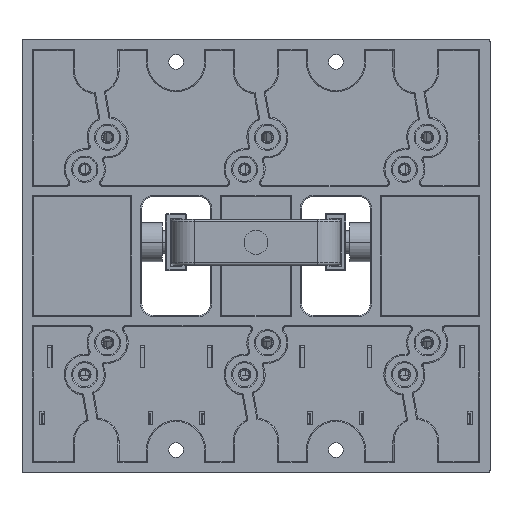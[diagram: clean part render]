
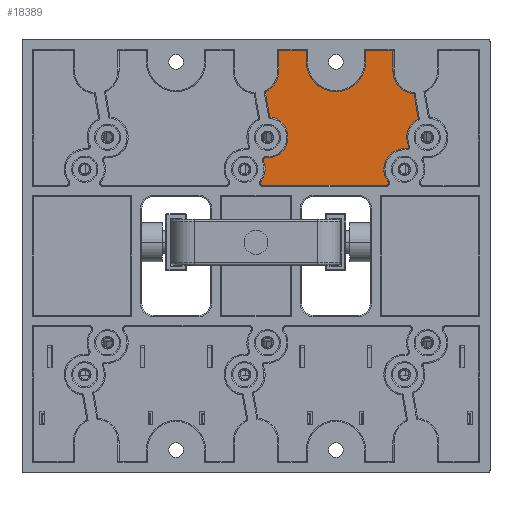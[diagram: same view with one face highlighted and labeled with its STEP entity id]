
A CAD part, front view. The second image highlights one B-rep face of the part: STEP entity #18389.
In plain terms, the highlighted planar face has unit normal (0, -1, 0).
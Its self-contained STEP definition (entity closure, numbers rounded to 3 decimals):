
#2776=CARTESIAN_POINT('',(57.,13.,32.));
#2777=DIRECTION('',(0.,-1.,0.));
#2778=DIRECTION('',(0.,0.,-1.));
#2779=AXIS2_PLACEMENT_3D('',#2776,#2777,#2778);
#2781=DIRECTION('',(1.,0.,0.));
#2782=VECTOR('',#2781,54.);
#2783=CARTESIAN_POINT('',(3.,13.,31.));
#2784=LINE('',#2783,#2782);
#2785=CARTESIAN_POINT('',(3.,13.,32.));
#2786=DIRECTION('',(0.,-1.,0.));
#2787=DIRECTION('',(-0.8,0.,0.6));
#2788=AXIS2_PLACEMENT_3D('',#2785,#2786,#2787);
#2790=CARTESIAN_POINT('',(-5.,13.,38.));
#2791=DIRECTION('',(0.,-1.,0.));
#2792=DIRECTION('',(0.8,0.,-0.6));
#2793=AXIS2_PLACEMENT_3D('',#2790,#2791,#2792);
#2795=CARTESIAN_POINT('',(4.149,13.,42.036));
#2796=DIRECTION('',(0.,-1.,0.));
#2797=DIRECTION('',(0.085,0.,0.996));
#2798=AXIS2_PLACEMENT_3D('',#2795,#2796,#2797);
#2800=CARTESIAN_POINT('',(5.,13.,52.));
#2801=DIRECTION('',(0.,-1.,0.));
#2802=DIRECTION('',(-0.085,0.,-0.996));
#2803=AXIS2_PLACEMENT_3D('',#2800,#2801,#2802);
#2805=DIRECTION('',(-0.17,0.,0.985));
#2806=VECTOR('',#2805,11.1);
#2807=CARTESIAN_POINT('',(5.995,13.,60.945));
#2808=LINE('',#2807,#2806);
#2809=CARTESIAN_POINT('',(0.,13.,81.));
#2810=DIRECTION('',(0.,-1.,0.));
#2811=DIRECTION('',(0.411,0.,-0.912));
#2812=AXIS2_PLACEMENT_3D('',#2809,#2810,#2811);
#2814=DIRECTION('',(0.,0.,-1.));
#2815=VECTOR('',#2814,9.);
#2816=CARTESIAN_POINT('',(10.,13.,90.));
#2817=LINE('',#2816,#2815);
#2818=DIRECTION('',(0.,0.,-1.));
#2819=VECTOR('',#2818,5.);
#2820=CARTESIAN_POINT('',(22.,13.,90.));
#2821=LINE('',#2820,#2819);
#2822=CARTESIAN_POINT('',(35.,13.,85.));
#2823=DIRECTION('',(0.,-1.,0.));
#2824=DIRECTION('',(-1.,0.,0.));
#2825=AXIS2_PLACEMENT_3D('',#2822,#2823,#2824);
#2827=DIRECTION('',(0.,0.,-1.));
#2828=VECTOR('',#2827,5.);
#2829=CARTESIAN_POINT('',(48.,13.,90.));
#2830=LINE('',#2829,#2828);
#2831=DIRECTION('',(0.,0.,-1.));
#2832=VECTOR('',#2831,9.);
#2833=CARTESIAN_POINT('',(60.,13.,90.));
#2834=LINE('',#2833,#2832);
#2835=CARTESIAN_POINT('',(70.,13.,81.));
#2836=DIRECTION('',(0.,-1.,0.));
#2837=DIRECTION('',(-1.,0.,0.));
#2838=AXIS2_PLACEMENT_3D('',#2835,#2836,#2837);
#2840=DIRECTION('',(0.17,0.,-0.985));
#2841=VECTOR('',#2840,11.1);
#2842=CARTESIAN_POINT('',(69.181,13.,71.034));
#2843=LINE('',#2842,#2841);
#2844=CARTESIAN_POINT('',(75.,13.,52.));
#2845=DIRECTION('',(0.,-1.,0.));
#2846=DIRECTION('',(-0.437,0.,0.899));
#2847=AXIS2_PLACEMENT_3D('',#2844,#2845,#2846);
#2849=CARTESIAN_POINT('',(65.851,13.,47.964));
#2850=DIRECTION('',(0.,-1.,0.));
#2851=DIRECTION('',(-0.085,0.,-0.996));
#2852=AXIS2_PLACEMENT_3D('',#2849,#2850,#2851);
#2854=CARTESIAN_POINT('',(65.,13.,38.));
#2855=DIRECTION('',(0.,-1.,0.));
#2856=DIRECTION('',(0.085,0.,0.996));
#2857=AXIS2_PLACEMENT_3D('',#2854,#2855,#2856);
#10078=DIRECTION('',(-1.,0.,0.));
#10079=VECTOR('',#10078,12.);
#10080=CARTESIAN_POINT('',(60.,13.,90.));
#10081=LINE('',#10080,#10079);
#10094=DIRECTION('',(-1.,0.,0.));
#10095=VECTOR('',#10094,12.);
#10096=CARTESIAN_POINT('',(22.,13.,90.));
#10097=LINE('',#10096,#10095);
#13612=CARTESIAN_POINT('',(48.,13.,90.));
#13613=CARTESIAN_POINT('',(48.,13.,85.));
#13614=VERTEX_POINT('',#13612);
#13615=VERTEX_POINT('',#13613);
#13616=CARTESIAN_POINT('',(22.,13.,90.));
#13617=CARTESIAN_POINT('',(22.,13.,85.));
#13618=VERTEX_POINT('',#13616);
#13619=VERTEX_POINT('',#13617);
#13700=CARTESIAN_POINT('',(10.,13.,90.));
#13701=CARTESIAN_POINT('',(10.,13.,81.));
#13702=VERTEX_POINT('',#13700);
#13703=VERTEX_POINT('',#13701);
#13712=CARTESIAN_POINT('',(60.,13.,90.));
#13713=CARTESIAN_POINT('',(60.,13.,81.));
#13714=VERTEX_POINT('',#13712);
#13715=VERTEX_POINT('',#13713);
#13944=CARTESIAN_POINT('',(4.234,13.,43.033));
#13945=CARTESIAN_POINT('',(5.995,13.,60.945));
#13946=VERTEX_POINT('',#13944);
#13947=VERTEX_POINT('',#13945);
#13948=CARTESIAN_POINT('',(4.109,13.,71.883));
#13949=VERTEX_POINT('',#13948);
#13974=CARTESIAN_POINT('',(69.181,13.,71.034));
#13975=CARTESIAN_POINT('',(71.067,13.,60.095));
#13976=VERTEX_POINT('',#13974);
#13977=VERTEX_POINT('',#13975);
#13978=CARTESIAN_POINT('',(66.766,13.,48.367));
#13979=VERTEX_POINT('',#13978);
#13992=CARTESIAN_POINT('',(3.234,13.,41.633));
#13993=VERTEX_POINT('',#13992);
#14002=CARTESIAN_POINT('',(65.766,13.,46.967));
#14003=VERTEX_POINT('',#14002);
#14004=CARTESIAN_POINT('',(57.,13.,31.));
#14005=CARTESIAN_POINT('',(57.8,13.,32.6));
#14006=VERTEX_POINT('',#14004);
#14007=VERTEX_POINT('',#14005);
#14020=CARTESIAN_POINT('',(2.2,13.,32.6));
#14021=CARTESIAN_POINT('',(3.,13.,31.));
#14022=VERTEX_POINT('',#14020);
#14023=VERTEX_POINT('',#14021);
#18342=CARTESIAN_POINT('',(0.,13.,0.));
#18343=DIRECTION('',(0.,1.,0.));
#18344=DIRECTION('',(1.,0.,0.));
#18345=AXIS2_PLACEMENT_3D('',#18342,#18343,#18344);
#18346=PLANE('',#18345);
#18348=ORIENTED_EDGE('',*,*,#18347,.F.);
#18350=ORIENTED_EDGE('',*,*,#18349,.F.);
#18352=ORIENTED_EDGE('',*,*,#18351,.F.);
#18354=ORIENTED_EDGE('',*,*,#18353,.T.);
#18356=ORIENTED_EDGE('',*,*,#18355,.F.);
#18358=ORIENTED_EDGE('',*,*,#18357,.T.);
#18360=ORIENTED_EDGE('',*,*,#18359,.T.);
#18362=ORIENTED_EDGE('',*,*,#18361,.T.);
#18364=ORIENTED_EDGE('',*,*,#18363,.F.);
#18366=ORIENTED_EDGE('',*,*,#18365,.F.);
#18368=ORIENTED_EDGE('',*,*,#18367,.T.);
#18370=ORIENTED_EDGE('',*,*,#18369,.T.);
#18372=ORIENTED_EDGE('',*,*,#18371,.F.);
#18374=ORIENTED_EDGE('',*,*,#18373,.F.);
#18376=ORIENTED_EDGE('',*,*,#18375,.T.);
#18378=ORIENTED_EDGE('',*,*,#18377,.T.);
#18380=ORIENTED_EDGE('',*,*,#18379,.T.);
#18382=ORIENTED_EDGE('',*,*,#18381,.T.);
#18384=ORIENTED_EDGE('',*,*,#18383,.F.);
#18386=ORIENTED_EDGE('',*,*,#18385,.T.);
#18387=EDGE_LOOP('',(#18348,#18350,#18352,#18354,#18356,#18358,#18360,#18362,
#18364,#18366,#18368,#18370,#18372,#18374,#18376,#18378,#18380,#18382,#18384,
#18386));
#18388=FACE_OUTER_BOUND('',#18387,.F.);
#2780=CIRCLE('',#2779,1.);
#2789=CIRCLE('',#2788,1.);
#2794=CIRCLE('',#2793,9.);
#2799=CIRCLE('',#2798,1.);
#2804=CIRCLE('',#2803,9.);
#2813=CIRCLE('',#2812,10.);
#2826=CIRCLE('',#2825,13.);
#2839=CIRCLE('',#2838,10.);
#2848=CIRCLE('',#2847,9.);
#2853=CIRCLE('',#2852,1.);
#2858=CIRCLE('',#2857,9.);
#18347=EDGE_CURVE('',#14006,#14007,#2780,.T.);
#18349=EDGE_CURVE('',#14023,#14006,#2784,.T.);
#18351=EDGE_CURVE('',#14022,#14023,#2789,.T.);
#18353=EDGE_CURVE('',#14022,#13993,#2794,.T.);
#18355=EDGE_CURVE('',#13946,#13993,#2799,.T.);
#18357=EDGE_CURVE('',#13946,#13947,#2804,.T.);
#18359=EDGE_CURVE('',#13947,#13949,#2808,.T.);
#18361=EDGE_CURVE('',#13949,#13703,#2813,.T.);
#18363=EDGE_CURVE('',#13702,#13703,#2817,.T.);
#18365=EDGE_CURVE('',#13618,#13702,#10097,.T.);
#18367=EDGE_CURVE('',#13618,#13619,#2821,.T.);
#18369=EDGE_CURVE('',#13619,#13615,#2826,.T.);
#18371=EDGE_CURVE('',#13614,#13615,#2830,.T.);
#18373=EDGE_CURVE('',#13714,#13614,#10081,.T.);
#18375=EDGE_CURVE('',#13714,#13715,#2834,.T.);
#18377=EDGE_CURVE('',#13715,#13976,#2839,.T.);
#18379=EDGE_CURVE('',#13976,#13977,#2843,.T.);
#18381=EDGE_CURVE('',#13977,#13979,#2848,.T.);
#18383=EDGE_CURVE('',#14003,#13979,#2853,.T.);
#18385=EDGE_CURVE('',#14003,#14007,#2858,.T.);
#18389=ADVANCED_FACE('',(#18388),#18346,.F.);
